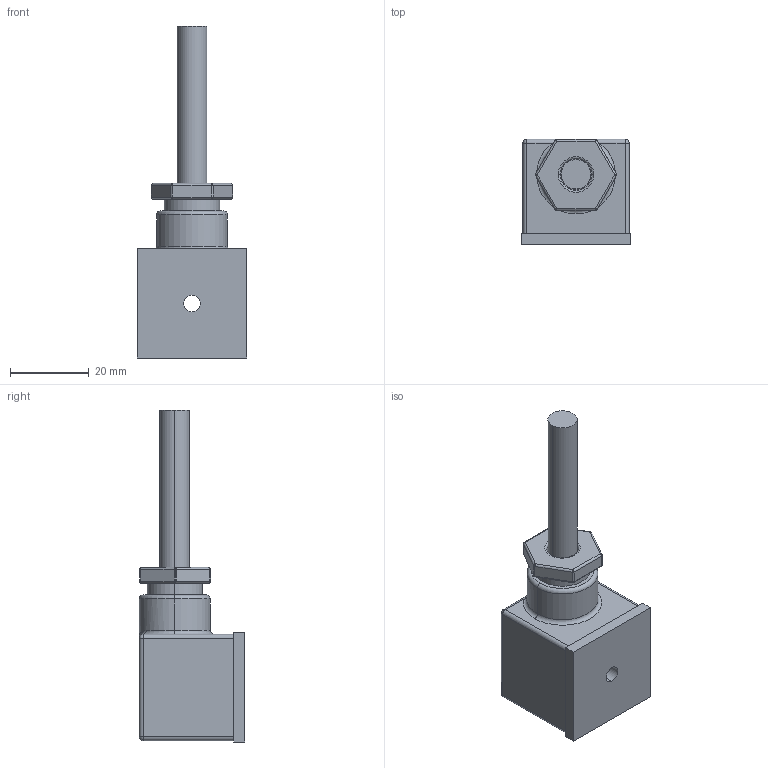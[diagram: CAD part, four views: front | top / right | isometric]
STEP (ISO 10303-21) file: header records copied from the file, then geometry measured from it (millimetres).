
FILE_DESCRIPTION (( 'STEP AP214' ), '1' );
FILE_NAME ('CNT000024_A_05.STEP', '2018-09-18T10:13:13', ( '' ), ( '' ), 'SwSTEP 2.0', 'SolidWorks 2018', '' );
FILE_SCHEMA (( 'AUTOMOTIVE_DESIGN' ));
Length unit declared in the file: millimetre
Products named in the file (1): CNT000024_A_05
Bounding box: 27.7 x 26.8 x 84.35 mm (x, y, z)
Volume: 24902.7 mm3; surface area: 7333.1 mm2
Topology: 1 solids, 1 shells, 102 faces, 227 edges, 119 vertices
Faces by surface type: cylinder 44, plane 25, sphere 18, torus 9, bspline 6
Entity records: 2994 total; most frequent: CARTESIAN_POINT 643, DIRECTION 509, ORIENTED_EDGE 422, AXIS2_PLACEMENT_3D 211, EDGE_CURVE 211, VERTEX_POINT 119, CIRCLE 114, EDGE_LOOP 112
